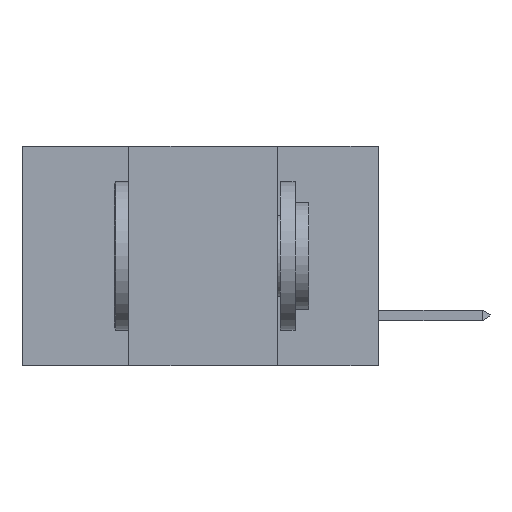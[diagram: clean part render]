
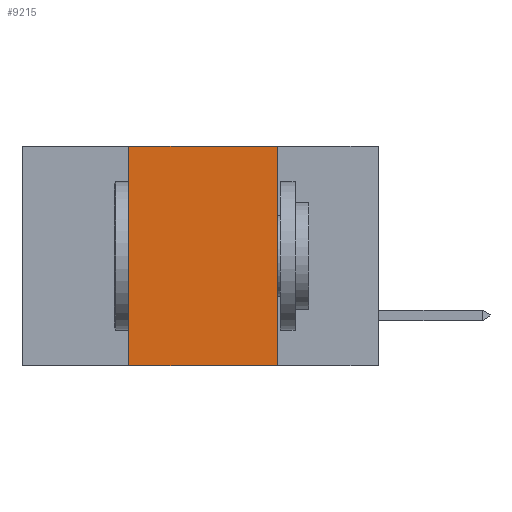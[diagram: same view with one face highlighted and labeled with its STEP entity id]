
A CAD part, left-side view. The second image highlights one B-rep face of the part: STEP entity #9215.
In plain terms, the highlighted planar face has unit normal (-1, 0, 0).
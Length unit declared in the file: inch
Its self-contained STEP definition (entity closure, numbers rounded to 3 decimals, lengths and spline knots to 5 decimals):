
#448 = EDGE_CURVE ( 'NONE', #4434, #8193, #1903, .T. ) ;
#662 = CARTESIAN_POINT ( 'NONE',  ( 0., 0.17, 0. ) ) ;
#1362 = DIRECTION ( 'NONE',  ( 0., 0., -1. ) ) ;
#1476 = LINE ( 'NONE', #662, #6066 ) ;
#1709 = EDGE_CURVE ( 'NONE', #9264, #4434, #7926, .T. ) ;
#1903 = LINE ( 'NONE', #4501, #8716 ) ;
#2018 = ORIENTED_EDGE ( 'NONE', *, *, #1709, .F. ) ;
#2154 = FACE_OUTER_BOUND ( 'NONE', #7784, .T. ) ;
#2216 = DIRECTION ( 'NONE',  ( 0., -1., 0. ) ) ;
#2415 = ORIENTED_EDGE ( 'NONE', *, *, #5678, .T. ) ;
#2757 = CARTESIAN_POINT ( 'NONE',  ( 0., 0.17, -0.37 ) ) ;
#2884 = DIRECTION ( 'NONE',  ( 0., 0., 1. ) ) ;
#3508 = EDGE_CURVE ( 'NONE', #8193, #4477, #1476, .T. ) ;
#3969 = VECTOR ( 'NONE', #2216, 39.37008 ) ;
#4095 = CARTESIAN_POINT ( 'NONE',  ( 0., 0.6, 0. ) ) ;
#4393 = CARTESIAN_POINT ( 'NONE',  ( 0., 0.42, 0. ) ) ;
#4434 = VERTEX_POINT ( 'NONE', #6356 ) ;
#4477 = VERTEX_POINT ( 'NONE', #2757 ) ;
#4501 = CARTESIAN_POINT ( 'NONE',  ( 0., 0.6, 0. ) ) ;
#4888 = ORIENTED_EDGE ( 'NONE', *, *, #448, .F. ) ;
#4895 = VECTOR ( 'NONE', #2884, 39.37008 ) ;
#4909 = PLANE ( 'NONE',  #6629 ) ;
#5641 = DIRECTION ( 'NONE',  ( 0., 0., -1. ) ) ;
#5678 = EDGE_CURVE ( 'NONE', #9264, #4477, #6274, .T. ) ;
#6022 = CARTESIAN_POINT ( 'NONE',  ( 0., 0.42, -0.37 ) ) ;
#6066 = VECTOR ( 'NONE', #1362, 39.37008 ) ;
#6274 = LINE ( 'NONE', #7568, #3969 ) ;
#6356 = CARTESIAN_POINT ( 'NONE',  ( 0., 0.42, 0. ) ) ;
#6463 = DIRECTION ( 'NONE',  ( 1., 0., 0. ) ) ;
#6629 = AXIS2_PLACEMENT_3D ( 'NONE', #4095, #6463, #5641 ) ;
#6692 = DIRECTION ( 'NONE',  ( 0., -1., 0. ) ) ;
#7568 = CARTESIAN_POINT ( 'NONE',  ( 0., 0.6, -0.37 ) ) ;
#7649 = ORIENTED_EDGE ( 'NONE', *, *, #3508, .F. ) ;
#7784 = EDGE_LOOP ( 'NONE', ( #7649, #4888, #2018, #2415 ) ) ;
#7926 = LINE ( 'NONE', #4393, #4895 ) ;
#8193 = VERTEX_POINT ( 'NONE', #8798 ) ;
#8716 = VECTOR ( 'NONE', #6692, 39.37008 ) ;
#8798 = CARTESIAN_POINT ( 'NONE',  ( 0., 0.17, 0. ) ) ;
#9215 = ADVANCED_FACE ( 'NONE', ( #2154 ), #4909, .F. ) ;
#9264 = VERTEX_POINT ( 'NONE', #6022 ) ;
